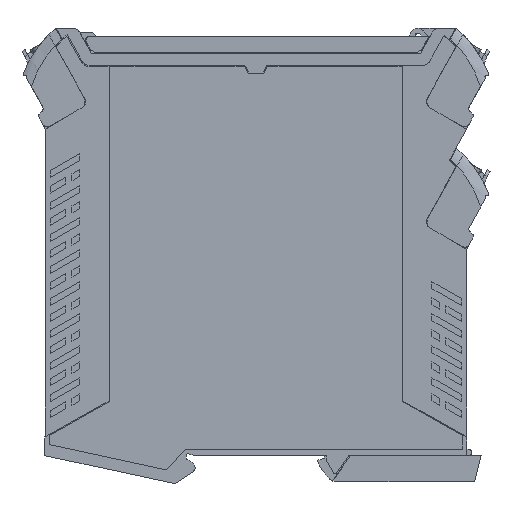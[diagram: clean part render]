
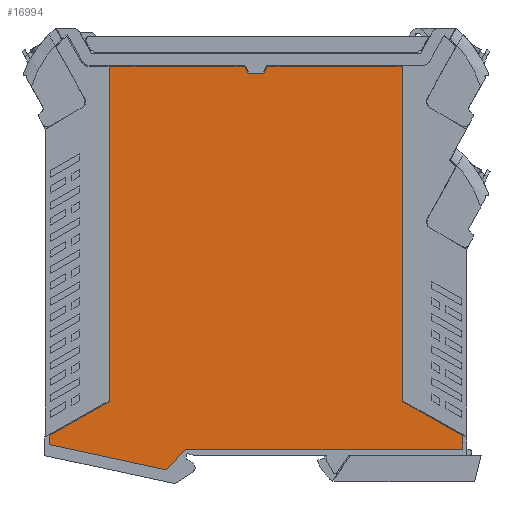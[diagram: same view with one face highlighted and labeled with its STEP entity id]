
A CAD part, left-side view. The second image highlights one B-rep face of the part: STEP entity #16994.
In plain terms, the highlighted planar face has unit normal (-1, 0, 0).
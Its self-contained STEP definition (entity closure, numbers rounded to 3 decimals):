
#16972=AXIS2_PLACEMENT_3D('Plane Axis2P3D',#16969,#16970,#16971) ;
#2778=CARTESIAN_POINT('Line Origine',(0.,63.186,104.524)) ;
#2782=CARTESIAN_POINT('Vertex',(0.,61.436,104.524)) ;
#2784=CARTESIAN_POINT('Vertex',(0.,64.936,104.524)) ;
#2796=CARTESIAN_POINT('Vertex',(0.,95.205,104.524)) ;
#2799=CARTESIAN_POINT('Line Origine',(0.,80.07,104.524)) ;
#2822=CARTESIAN_POINT('Vertex',(0.,95.205,20.571)) ;
#2825=CARTESIAN_POINT('Line Origine',(0.,95.205,62.547)) ;
#2847=CARTESIAN_POINT('Vertex',(0.,110.437,12.04)) ;
#2850=CARTESIAN_POINT('Line Origine',(0.,102.821,16.305)) ;
#2872=CARTESIAN_POINT('Vertex',(0.,110.437,9.771)) ;
#2875=CARTESIAN_POINT('Line Origine',(0.,110.437,10.906)) ;
#2897=CARTESIAN_POINT('Vertex',(0.,80.884,3.413)) ;
#2900=CARTESIAN_POINT('Line Origine',(0.,95.661,6.592)) ;
#2922=CARTESIAN_POINT('Vertex',(0.,6.773,8.624)) ;
#2925=CARTESIAN_POINT('Line Origine',(0.,41.552,8.624)) ;
#2929=CARTESIAN_POINT('Vertex',(0.,76.332,8.624)) ;
#2954=CARTESIAN_POINT('Vertex',(0.,6.773,12.04)) ;
#2957=CARTESIAN_POINT('Line Origine',(0.,6.773,10.332)) ;
#2979=CARTESIAN_POINT('Vertex',(0.,22.005,20.571)) ;
#2982=CARTESIAN_POINT('Line Origine',(0.,14.389,16.305)) ;
#3004=CARTESIAN_POINT('Vertex',(0.,22.005,104.524)) ;
#3007=CARTESIAN_POINT('Line Origine',(0.,22.005,62.547)) ;
#3024=CARTESIAN_POINT('Vertex',(0.,55.774,104.524)) ;
#3027=CARTESIAN_POINT('Line Origine',(0.,54.024,104.524)) ;
#3031=CARTESIAN_POINT('Vertex',(0.,52.274,104.524)) ;
#3034=CARTESIAN_POINT('Line Origine',(0.,37.14,104.524)) ;
#3057=CARTESIAN_POINT('Vertex',(0.,56.66,102.624)) ;
#3060=CARTESIAN_POINT('Line Origine',(0.,56.217,103.574)) ;
#3082=CARTESIAN_POINT('Vertex',(0.,60.55,102.624)) ;
#3085=CARTESIAN_POINT('Line Origine',(0.,58.605,102.624)) ;
#3103=CARTESIAN_POINT('Line Origine',(0.,60.993,103.574)) ;
#16938=CARTESIAN_POINT('Line Origine',(0.,76.808,8.079)) ;
#16942=CARTESIAN_POINT('Vertex',(0.,76.81,8.077)) ;
#16944=CARTESIAN_POINT('Vertex',(0.,76.805,8.082)) ;
#16947=CARTESIAN_POINT('Line Origine',(0.,78.847,5.745)) ;
#16952=CARTESIAN_POINT('Line Origine',(0.,76.568,8.353)) ;
#16969=CARTESIAN_POINT('Axis2P3D Location',(0.,58.605,7.024)) ;
#2779=DIRECTION('Vector Direction',(0.,1.,0.)) ;
#2800=DIRECTION('Vector Direction',(0.,1.,0.)) ;
#2826=DIRECTION('Vector Direction',(0.,0.,-1.)) ;
#2851=DIRECTION('Vector Direction',(0.,0.872,-0.489)) ;
#2876=DIRECTION('Vector Direction',(0.,0.,-1.)) ;
#2901=DIRECTION('Vector Direction',(0.,-0.978,-0.21)) ;
#2926=DIRECTION('Vector Direction',(0.,1.,0.)) ;
#2958=DIRECTION('Vector Direction',(0.,0.,1.)) ;
#2983=DIRECTION('Vector Direction',(0.,0.872,0.489)) ;
#3008=DIRECTION('Vector Direction',(0.,0.,1.)) ;
#3028=DIRECTION('Vector Direction',(0.,1.,0.)) ;
#3035=DIRECTION('Vector Direction',(0.,1.,0.)) ;
#3061=DIRECTION('Vector Direction',(0.,-0.423,0.906)) ;
#3086=DIRECTION('Vector Direction',(0.,1.,0.)) ;
#3104=DIRECTION('Vector Direction',(0.,0.423,0.906)) ;
#16939=DIRECTION('Vector Direction',(0.,-0.658,0.753)) ;
#16948=DIRECTION('Vector Direction',(0.,-0.658,0.753)) ;
#16953=DIRECTION('Vector Direction',(0.,-0.658,0.753)) ;
#16970=DIRECTION('Axis2P3D Direction',(-1.,0.,0.)) ;
#16971=DIRECTION('Axis2P3D XDirection',(0.,1.,0.)) ;
#2780=VECTOR('Line Direction',#2779,1.) ;
#2801=VECTOR('Line Direction',#2800,1.) ;
#2827=VECTOR('Line Direction',#2826,1.) ;
#2852=VECTOR('Line Direction',#2851,1.) ;
#2877=VECTOR('Line Direction',#2876,1.) ;
#2902=VECTOR('Line Direction',#2901,1.) ;
#2927=VECTOR('Line Direction',#2926,1.) ;
#2959=VECTOR('Line Direction',#2958,1.) ;
#2984=VECTOR('Line Direction',#2983,1.) ;
#3009=VECTOR('Line Direction',#3008,1.) ;
#3029=VECTOR('Line Direction',#3028,1.) ;
#3036=VECTOR('Line Direction',#3035,1.) ;
#3062=VECTOR('Line Direction',#3061,1.) ;
#3087=VECTOR('Line Direction',#3086,1.) ;
#3105=VECTOR('Line Direction',#3104,1.) ;
#16940=VECTOR('Line Direction',#16939,1.) ;
#16949=VECTOR('Line Direction',#16948,1.) ;
#16954=VECTOR('Line Direction',#16953,1.) ;
#16975=ORIENTED_EDGE('',*,*,#16951,.T.) ;
#16976=ORIENTED_EDGE('',*,*,#16946,.T.) ;
#16977=ORIENTED_EDGE('',*,*,#16956,.T.) ;
#16978=ORIENTED_EDGE('',*,*,#2931,.T.) ;
#16979=ORIENTED_EDGE('',*,*,#2961,.T.) ;
#16980=ORIENTED_EDGE('',*,*,#2986,.T.) ;
#16981=ORIENTED_EDGE('',*,*,#3011,.T.) ;
#16982=ORIENTED_EDGE('',*,*,#3038,.T.) ;
#16983=ORIENTED_EDGE('',*,*,#3033,.T.) ;
#16984=ORIENTED_EDGE('',*,*,#3064,.T.) ;
#16985=ORIENTED_EDGE('',*,*,#3089,.T.) ;
#16986=ORIENTED_EDGE('',*,*,#3107,.T.) ;
#16987=ORIENTED_EDGE('',*,*,#2786,.T.) ;
#16988=ORIENTED_EDGE('',*,*,#2803,.T.) ;
#16989=ORIENTED_EDGE('',*,*,#2829,.T.) ;
#16990=ORIENTED_EDGE('',*,*,#2854,.T.) ;
#16991=ORIENTED_EDGE('',*,*,#2879,.T.) ;
#16992=ORIENTED_EDGE('',*,*,#2904,.T.) ;
#16994=ADVANCED_FACE('GEHAEUSE',(#16993),#16973,.T.) ;
#2786=EDGE_CURVE('',#2783,#2785,#2781,.T.) ;
#2803=EDGE_CURVE('',#2785,#2797,#2802,.T.) ;
#2829=EDGE_CURVE('',#2797,#2823,#2828,.T.) ;
#2854=EDGE_CURVE('',#2823,#2848,#2853,.T.) ;
#2879=EDGE_CURVE('',#2848,#2873,#2878,.T.) ;
#2904=EDGE_CURVE('',#2873,#2898,#2903,.T.) ;
#2931=EDGE_CURVE('',#2930,#2923,#2928,.F.) ;
#2961=EDGE_CURVE('',#2923,#2955,#2960,.T.) ;
#2986=EDGE_CURVE('',#2955,#2980,#2985,.T.) ;
#3011=EDGE_CURVE('',#2980,#3005,#3010,.T.) ;
#3033=EDGE_CURVE('',#3032,#3025,#3030,.T.) ;
#3038=EDGE_CURVE('',#3005,#3032,#3037,.T.) ;
#3064=EDGE_CURVE('',#3025,#3058,#3063,.F.) ;
#3089=EDGE_CURVE('',#3058,#3083,#3088,.T.) ;
#3107=EDGE_CURVE('',#3083,#2783,#3106,.T.) ;
#16946=EDGE_CURVE('',#16943,#16945,#16941,.T.) ;
#16951=EDGE_CURVE('',#2898,#16943,#16950,.T.) ;
#16956=EDGE_CURVE('',#16945,#2930,#16955,.T.) ;
#16974=EDGE_LOOP('',(#16975,#16976,#16977,#16978,#16979,#16980,#16981,#16982,#16983,#16984,#16985,#16986,#16987,#16988,#16989,#16990,#16991,#16992)) ;
#16993=FACE_OUTER_BOUND('',#16974,.T.) ;
#2781=LINE('Line',#2778,#2780) ;
#2802=LINE('Line',#2799,#2801) ;
#2828=LINE('Line',#2825,#2827) ;
#2853=LINE('Line',#2850,#2852) ;
#2878=LINE('Line',#2875,#2877) ;
#2903=LINE('Line',#2900,#2902) ;
#2928=LINE('Line',#2925,#2927) ;
#2960=LINE('Line',#2957,#2959) ;
#2985=LINE('Line',#2982,#2984) ;
#3010=LINE('Line',#3007,#3009) ;
#3030=LINE('Line',#3027,#3029) ;
#3037=LINE('Line',#3034,#3036) ;
#3063=LINE('Line',#3060,#3062) ;
#3088=LINE('Line',#3085,#3087) ;
#3106=LINE('Line',#3103,#3105) ;
#16941=LINE('Line',#16938,#16940) ;
#16950=LINE('Line',#16947,#16949) ;
#16955=LINE('Line',#16952,#16954) ;
#16973=PLANE('',#16972) ;
#2783=VERTEX_POINT('',#2782) ;
#2785=VERTEX_POINT('',#2784) ;
#2797=VERTEX_POINT('',#2796) ;
#2823=VERTEX_POINT('',#2822) ;
#2848=VERTEX_POINT('',#2847) ;
#2873=VERTEX_POINT('',#2872) ;
#2898=VERTEX_POINT('',#2897) ;
#2923=VERTEX_POINT('',#2922) ;
#2930=VERTEX_POINT('',#2929) ;
#2955=VERTEX_POINT('',#2954) ;
#2980=VERTEX_POINT('',#2979) ;
#3005=VERTEX_POINT('',#3004) ;
#3025=VERTEX_POINT('',#3024) ;
#3032=VERTEX_POINT('',#3031) ;
#3058=VERTEX_POINT('',#3057) ;
#3083=VERTEX_POINT('',#3082) ;
#16943=VERTEX_POINT('',#16942) ;
#16945=VERTEX_POINT('',#16944) ;
